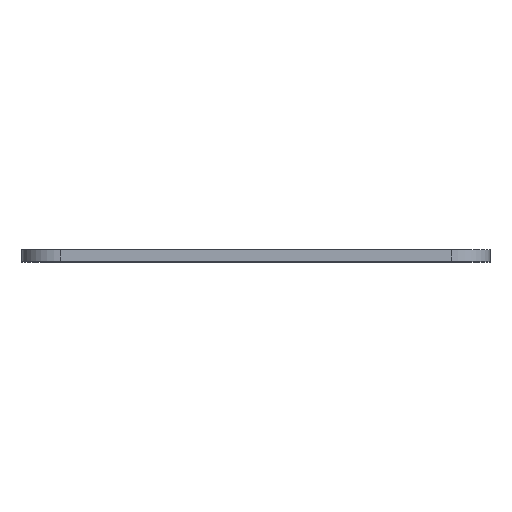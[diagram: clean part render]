
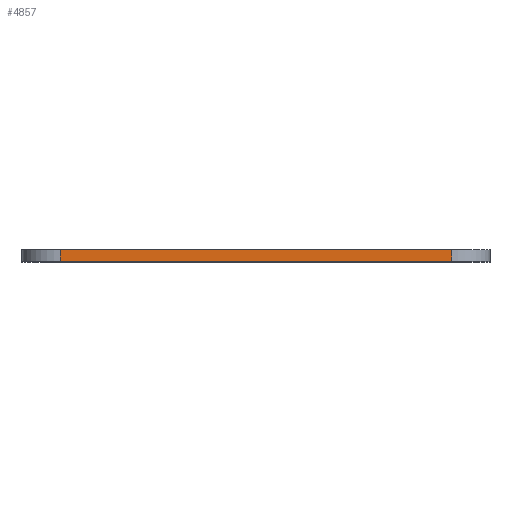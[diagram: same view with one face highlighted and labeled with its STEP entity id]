
A CAD part, top view. The second image highlights one B-rep face of the part: STEP entity #4857.
In plain terms, the highlighted planar face has unit normal (0, 0, 1).
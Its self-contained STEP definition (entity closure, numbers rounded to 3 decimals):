
#211=PLANE('',#5042);
#466=FACE_OUTER_BOUND('',#750,.T.);
#750=EDGE_LOOP('',(#4452,#4453,#4454,#4455));
#1072=LINE('',#9226,#1480);
#1095=LINE('',#9320,#1503);
#1119=LINE('',#9411,#1527);
#1122=LINE('',#9416,#1530);
#1480=VECTOR('',#5514,10.);
#1503=VECTOR('',#5593,10.);
#1527=VECTOR('',#5667,10.);
#1530=VECTOR('',#5674,10.);
#2227=VERTEX_POINT('',#9223);
#2228=VERTEX_POINT('',#9225);
#2270=VERTEX_POINT('',#9317);
#2271=VERTEX_POINT('',#9319);
#2899=EDGE_CURVE('',#2227,#2228,#1072,.T.);
#2945=EDGE_CURVE('',#2270,#2271,#1095,.T.);
#2991=EDGE_CURVE('',#2228,#2270,#1119,.T.);
#2994=EDGE_CURVE('',#2271,#2227,#1122,.T.);
#4452=ORIENTED_EDGE('',*,*,#2991,.F.);
#4453=ORIENTED_EDGE('',*,*,#2899,.F.);
#4454=ORIENTED_EDGE('',*,*,#2994,.F.);
#4455=ORIENTED_EDGE('',*,*,#2945,.F.);
#4857=ADVANCED_FACE('',(#466),#211,.T.);
#5042=AXIS2_PLACEMENT_3D('',#9493,#5789,#5790);
#5514=DIRECTION('',(1.,0.,0.));
#5593=DIRECTION('',(-1.,0.,0.));
#5667=DIRECTION('',(0.,-1.,0.));
#5674=DIRECTION('',(0.,1.,0.));
#5789=DIRECTION('center_axis',(0.,0.,1.));
#5790=DIRECTION('ref_axis',(1.,0.,0.));
#9223=CARTESIAN_POINT('',(-6.304,1.5,72.61));
#9225=CARTESIAN_POINT('',(44.696,1.5,72.61));
#9226=CARTESIAN_POINT('',(49.696,1.5,72.61));
#9317=CARTESIAN_POINT('',(44.696,0.,72.61));
#9319=CARTESIAN_POINT('',(-6.304,0.,72.61));
#9320=CARTESIAN_POINT('',(49.696,0.,72.61));
#9411=CARTESIAN_POINT('',(44.696,0.,72.61));
#9416=CARTESIAN_POINT('',(-6.304,0.,72.61));
#9493=CARTESIAN_POINT('Origin',(-11.304,0.,72.61));
